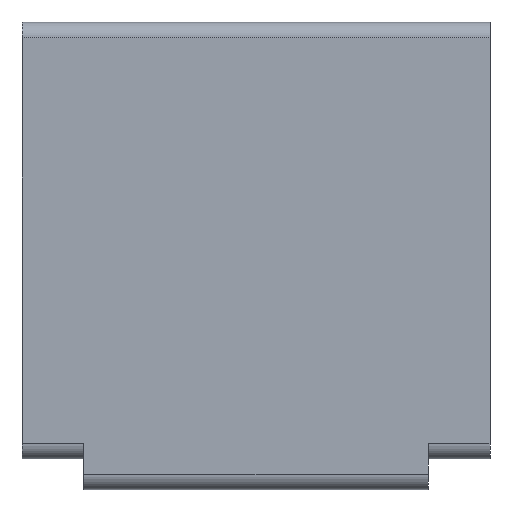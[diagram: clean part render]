
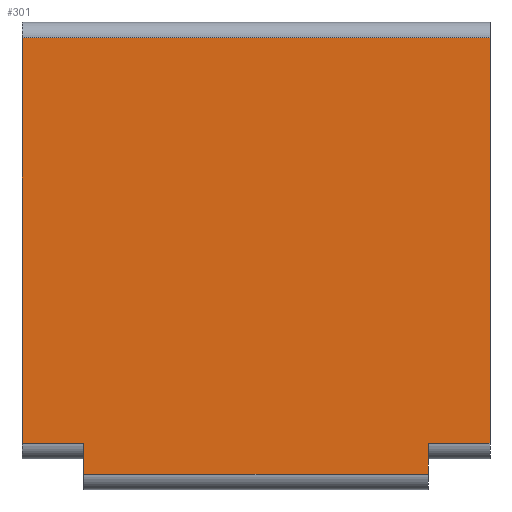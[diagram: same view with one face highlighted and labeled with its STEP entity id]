
A CAD part, front view. The second image highlights one B-rep face of the part: STEP entity #301.
In plain terms, the highlighted planar face has unit normal (0, -1, 0).
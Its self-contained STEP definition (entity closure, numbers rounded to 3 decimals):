
#18=PLANE('',#341);
#30=FACE_OUTER_BOUND('',#47,.T.);
#47=EDGE_LOOP('',(#218,#219,#220,#221,#222,#223,#224,#225));
#65=LINE('',#473,#92);
#66=LINE('',#476,#93);
#71=LINE('',#488,#98);
#72=LINE('',#490,#99);
#73=LINE('',#492,#100);
#74=LINE('',#494,#101);
#75=LINE('',#496,#102);
#76=LINE('',#497,#103);
#92=VECTOR('',#378,10.);
#93=VECTOR('',#381,10.);
#98=VECTOR('',#390,10.);
#99=VECTOR('',#391,10.);
#100=VECTOR('',#392,10.);
#101=VECTOR('',#393,10.);
#102=VECTOR('',#394,10.);
#103=VECTOR('',#395,10.);
#134=VERTEX_POINT('',#466);
#137=VERTEX_POINT('',#471);
#138=VERTEX_POINT('',#475);
#143=VERTEX_POINT('',#487);
#144=VERTEX_POINT('',#489);
#145=VERTEX_POINT('',#491);
#146=VERTEX_POINT('',#493);
#147=VERTEX_POINT('',#495);
#167=EDGE_CURVE('',#137,#134,#65,.T.);
#168=EDGE_CURVE('',#134,#138,#66,.T.);
#174=EDGE_CURVE('',#143,#137,#71,.T.);
#175=EDGE_CURVE('',#144,#143,#72,.T.);
#176=EDGE_CURVE('',#144,#145,#73,.T.);
#177=EDGE_CURVE('',#146,#145,#74,.T.);
#178=EDGE_CURVE('',#146,#147,#75,.T.);
#179=EDGE_CURVE('',#138,#147,#76,.T.);
#218=ORIENTED_EDGE('',*,*,#167,.F.);
#219=ORIENTED_EDGE('',*,*,#174,.F.);
#220=ORIENTED_EDGE('',*,*,#175,.F.);
#221=ORIENTED_EDGE('',*,*,#176,.T.);
#222=ORIENTED_EDGE('',*,*,#177,.F.);
#223=ORIENTED_EDGE('',*,*,#178,.T.);
#224=ORIENTED_EDGE('',*,*,#179,.F.);
#225=ORIENTED_EDGE('',*,*,#168,.F.);
#301=ADVANCED_FACE('',(#30),#18,.F.);
#341=AXIS2_PLACEMENT_3D('',#486,#388,#389);
#378=DIRECTION('',(1.,0.,0.));
#381=DIRECTION('',(0.,0.,-1.));
#388=DIRECTION('center_axis',(0.,1.,0.));
#389=DIRECTION('ref_axis',(0.,0.,1.));
#390=DIRECTION('',(0.,0.,1.));
#391=DIRECTION('',(-1.,0.,0.));
#392=DIRECTION('',(0.,0.,-1.));
#393=DIRECTION('',(-1.,0.,0.));
#394=DIRECTION('',(0.,0.,1.));
#395=DIRECTION('',(-1.,0.,0.));
#466=CARTESIAN_POINT('',(190.,0.,177.198));
#471=CARTESIAN_POINT('',(-190.,0.,177.198));
#473=CARTESIAN_POINT('',(-95.,0.,177.198));
#475=CARTESIAN_POINT('',(190.,0.,-152.198));
#476=CARTESIAN_POINT('',(190.,0.,189.698));
#486=CARTESIAN_POINT('Origin',(0.,0.,0.));
#487=CARTESIAN_POINT('',(-190.,0.,-152.198));
#488=CARTESIAN_POINT('',(-190.,0.,-189.698));
#489=CARTESIAN_POINT('',(-140.,0.,-152.198));
#490=CARTESIAN_POINT('',(-70.,0.,-152.198));
#491=CARTESIAN_POINT('',(-140.,0.,-177.198));
#492=CARTESIAN_POINT('',(-140.,0.,-94.849));
#493=CARTESIAN_POINT('',(140.,0.,-177.198));
#494=CARTESIAN_POINT('',(95.,0.,-177.198));
#495=CARTESIAN_POINT('',(140.,0.,-152.198));
#496=CARTESIAN_POINT('',(140.,0.,-82.349));
#497=CARTESIAN_POINT('',(95.,0.,-152.198));
